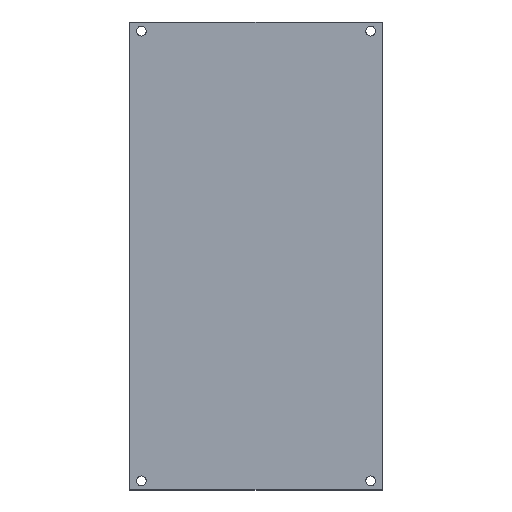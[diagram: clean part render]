
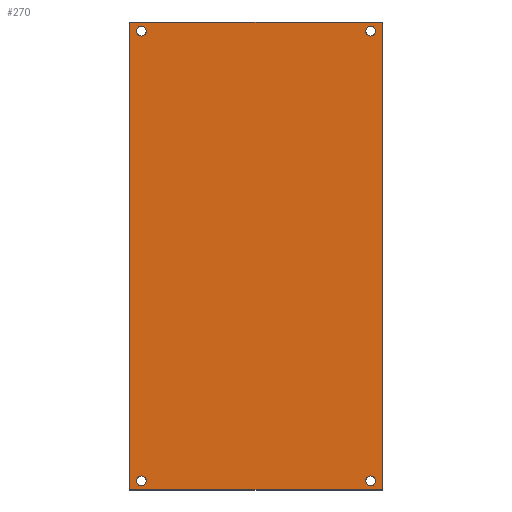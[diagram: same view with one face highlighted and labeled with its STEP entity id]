
A CAD part, top view. The second image highlights one B-rep face of the part: STEP entity #270.
In plain terms, the highlighted planar face has unit normal (0, 0, 1).
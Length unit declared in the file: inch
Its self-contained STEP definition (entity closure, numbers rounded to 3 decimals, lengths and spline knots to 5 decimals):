
#11 = VERTEX_POINT ( 'NONE', #222 ) ;
#18 = CIRCLE ( 'NONE', #396, 0.1325 ) ;
#21 = VECTOR ( 'NONE', #484, 39.37008 ) ;
#38 = EDGE_LOOP ( 'NONE', ( #269 ) ) ;
#42 = CIRCLE ( 'NONE', #525, 0.1325 ) ;
#45 = VERTEX_POINT ( 'NONE', #286 ) ;
#50 = VERTEX_POINT ( 'NONE', #426 ) ;
#74 = DIRECTION ( 'NONE',  ( 0., 0., -1. ) ) ;
#77 = EDGE_LOOP ( 'NONE', ( #443 ) ) ;
#102 = CARTESIAN_POINT ( 'NONE',  ( -3.1255, -6.125, 0.1 ) ) ;
#105 = DIRECTION ( 'NONE',  ( -1., 0., 0. ) ) ;
#113 = LINE ( 'NONE', #202, #512 ) ;
#116 = DIRECTION ( 'NONE',  ( 0., 0., -1. ) ) ;
#117 = DIRECTION ( 'NONE',  ( -1., 0., 0. ) ) ;
#129 = AXIS2_PLACEMENT_3D ( 'NONE', #192, #156, #438 ) ;
#132 = ORIENTED_EDGE ( 'NONE', *, *, #305, .T. ) ;
#137 = ORIENTED_EDGE ( 'NONE', *, *, #375, .T. ) ;
#154 = CARTESIAN_POINT ( 'NONE',  ( -3.4375, 6.375, 0.1 ) ) ;
#155 = ORIENTED_EDGE ( 'NONE', *, *, #389, .T. ) ;
#156 = DIRECTION ( 'NONE',  ( 0., 0., -1. ) ) ;
#157 = FACE_BOUND ( 'NONE', #212, .T. ) ;
#158 = VERTEX_POINT ( 'NONE', #336 ) ;
#161 = VERTEX_POINT ( 'NONE', #497 ) ;
#169 = CARTESIAN_POINT ( 'NONE',  ( -3.1255, 6.125, 0.1 ) ) ;
#181 = CARTESIAN_POINT ( 'NONE',  ( 2.993, 6.125, 0.1 ) ) ;
#183 = AXIS2_PLACEMENT_3D ( 'NONE', #154, #306, #117 ) ;
#186 = EDGE_CURVE ( 'NONE', #404, #249, #403, .T. ) ;
#192 = CARTESIAN_POINT ( 'NONE',  ( 3.1255, 6.125, 0.1 ) ) ;
#202 = CARTESIAN_POINT ( 'NONE',  ( 3.4375, 6.375, 0.1 ) ) ;
#207 = DIRECTION ( 'NONE',  ( 0., 0., -1. ) ) ;
#212 = EDGE_LOOP ( 'NONE', ( #155 ) ) ;
#220 = PLANE ( 'NONE',  #183 ) ;
#222 = CARTESIAN_POINT ( 'NONE',  ( 2.993, -6.125, 0.1 ) ) ;
#225 = ORIENTED_EDGE ( 'NONE', *, *, #360, .T. ) ;
#241 = CARTESIAN_POINT ( 'NONE',  ( -3.4375, -6.375, 0.1 ) ) ;
#249 = VERTEX_POINT ( 'NONE', #429 ) ;
#251 = FACE_OUTER_BOUND ( 'NONE', #368, .T. ) ;
#258 = EDGE_CURVE ( 'NONE', #158, #158, #18, .T. ) ;
#259 = LINE ( 'NONE', #361, #21 ) ;
#266 = FACE_BOUND ( 'NONE', #509, .T. ) ;
#269 = ORIENTED_EDGE ( 'NONE', *, *, #285, .T. ) ;
#270 = ADVANCED_FACE ( 'NONE', ( #251, #157, #517, #409, #266 ), #220, .F. ) ;
#284 = VECTOR ( 'NONE', #465, 39.37008 ) ;
#285 = EDGE_CURVE ( 'NONE', #339, #339, #325, .T. ) ;
#286 = CARTESIAN_POINT ( 'NONE',  ( 3.4375, 6.375, 0.1 ) ) ;
#305 = EDGE_CURVE ( 'NONE', #249, #161, #417, .T. ) ;
#306 = DIRECTION ( 'NONE',  ( 0., 0., -1. ) ) ;
#323 = CARTESIAN_POINT ( 'NONE',  ( -3.4375, 6.375, 0.1 ) ) ;
#325 = CIRCLE ( 'NONE', #129, 0.1325 ) ;
#336 = CARTESIAN_POINT ( 'NONE',  ( -3.258, -6.125, 0.1 ) ) ;
#338 = CARTESIAN_POINT ( 'NONE',  ( -3.4375, 6.375, 0.1 ) ) ;
#339 = VERTEX_POINT ( 'NONE', #181 ) ;
#347 = AXIS2_PLACEMENT_3D ( 'NONE', #423, #74, #105 ) ;
#352 = DIRECTION ( 'NONE',  ( -1., 0., 0. ) ) ;
#360 = EDGE_CURVE ( 'NONE', #161, #45, #259, .T. ) ;
#361 = CARTESIAN_POINT ( 'NONE',  ( 3.4375, -6.375, 0.1 ) ) ;
#368 = EDGE_LOOP ( 'NONE', ( #132, #225, #137, #412 ) ) ;
#370 = DIRECTION ( 'NONE',  ( -1., 0., 0. ) ) ;
#373 = DIRECTION ( 'NONE',  ( -1., 0., 0. ) ) ;
#375 = EDGE_CURVE ( 'NONE', #45, #404, #113, .T. ) ;
#389 = EDGE_CURVE ( 'NONE', #50, #50, #42, .T. ) ;
#396 = AXIS2_PLACEMENT_3D ( 'NONE', #102, #116, #352 ) ;
#402 = VECTOR ( 'NONE', #515, 39.37008 ) ;
#403 = LINE ( 'NONE', #338, #284 ) ;
#404 = VERTEX_POINT ( 'NONE', #323 ) ;
#409 = FACE_BOUND ( 'NONE', #77, .T. ) ;
#412 = ORIENTED_EDGE ( 'NONE', *, *, #186, .T. ) ;
#417 = LINE ( 'NONE', #241, #402 ) ;
#423 = CARTESIAN_POINT ( 'NONE',  ( 3.1255, -6.125, 0.1 ) ) ;
#426 = CARTESIAN_POINT ( 'NONE',  ( -3.258, 6.125, 0.1 ) ) ;
#429 = CARTESIAN_POINT ( 'NONE',  ( -3.4375, -6.375, 0.1 ) ) ;
#432 = ORIENTED_EDGE ( 'NONE', *, *, #258, .T. ) ;
#438 = DIRECTION ( 'NONE',  ( -1., 0., 0. ) ) ;
#443 = ORIENTED_EDGE ( 'NONE', *, *, #506, .T. ) ;
#453 = CIRCLE ( 'NONE', #347, 0.1325 ) ;
#465 = DIRECTION ( 'NONE',  ( 0., -1., 0. ) ) ;
#484 = DIRECTION ( 'NONE',  ( 0., 1., 0. ) ) ;
#497 = CARTESIAN_POINT ( 'NONE',  ( 3.4375, -6.375, 0.1 ) ) ;
#506 = EDGE_CURVE ( 'NONE', #11, #11, #453, .T. ) ;
#509 = EDGE_LOOP ( 'NONE', ( #432 ) ) ;
#512 = VECTOR ( 'NONE', #370, 39.37008 ) ;
#515 = DIRECTION ( 'NONE',  ( 1., 0., 0. ) ) ;
#517 = FACE_BOUND ( 'NONE', #38, .T. ) ;
#525 = AXIS2_PLACEMENT_3D ( 'NONE', #169, #207, #373 ) ;
